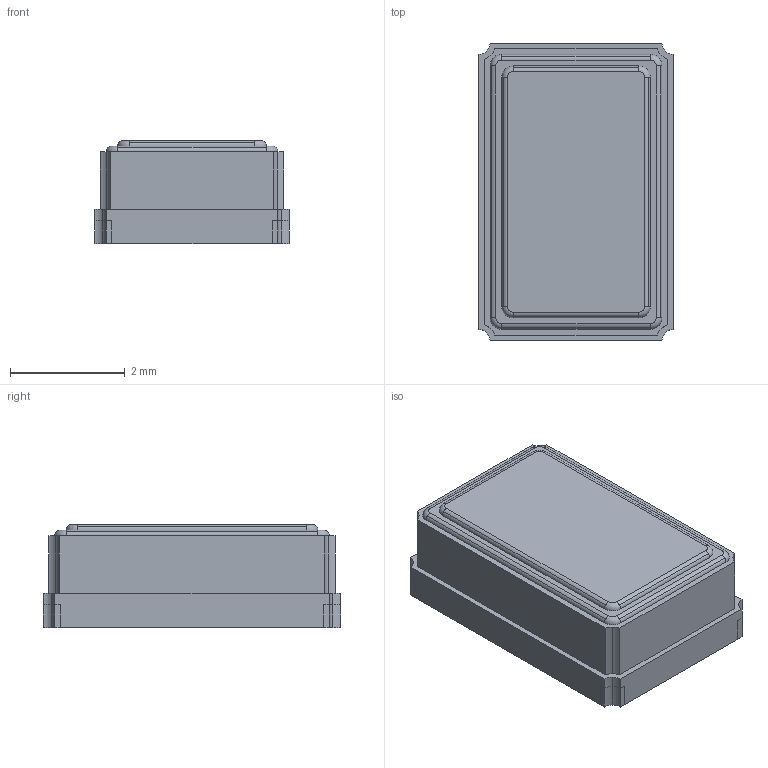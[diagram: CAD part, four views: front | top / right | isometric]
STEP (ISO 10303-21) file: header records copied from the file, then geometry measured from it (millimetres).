
FILE_DESCRIPTION((''),'2;1');
FILE_NAME('OSCCC320X500X180-4N.stp','2009-12-10T10:18:07',(''),(''),'Mechanical Desktop 2006','Mechanical Desktop 2006',', , ');
FILE_SCHEMA(('AUTOMOTIVE_DESIGN { 1 2 10303 214 0 1 1 1 }'));
Length unit declared in the file: millimetre
Products named in the file (1): Product
Bounding box: 3.4 x 5.2 x 1.8 mm (x, y, z)
Volume: 29 mm3; surface area: 161.7 mm2
Topology: 8 solids, 8 shells, 148 faces, 396 edges, 264 vertices
Faces by surface type: cylinder 72, plane 68, torus 6, bspline 2
Entity records: 4812 total; most frequent: CARTESIAN_POINT 897, DIRECTION 850, ORIENTED_EDGE 792, EDGE_CURVE 396, AXIS2_PLACEMENT_3D 307, VERTEX_POINT 264, VECTOR 236, LINE 236
